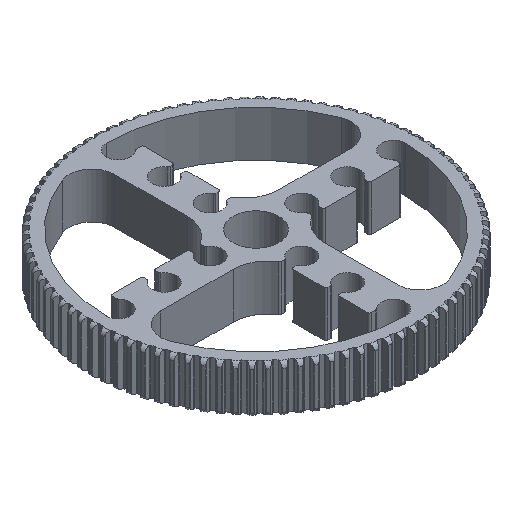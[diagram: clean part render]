
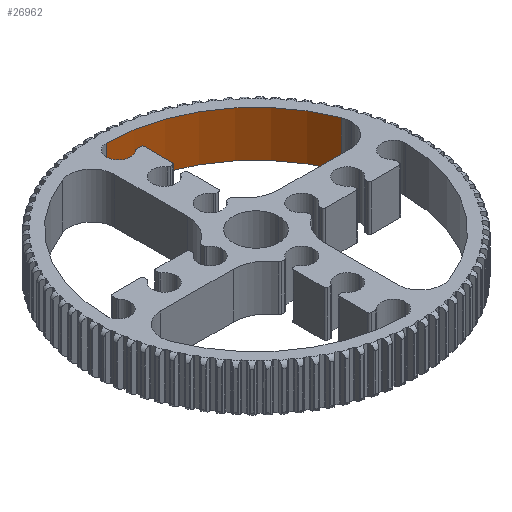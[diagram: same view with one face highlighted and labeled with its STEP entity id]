
A CAD part, isometric view. The second image highlights one B-rep face of the part: STEP entity #26962.
In plain terms, the highlighted cylindrical face has radius 26.1 mm (diameter 52.2 mm), a partial arc.
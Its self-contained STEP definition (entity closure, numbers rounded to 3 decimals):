
#1386 = DIRECTION ( 'NONE',  ( 0., 0., 1. ) ) ;
#1851 = EDGE_LOOP ( 'NONE', ( #4881, #13101, #8473, #14795 ) ) ;
#2306 = AXIS2_PLACEMENT_3D ( 'NONE', #3070, #23549, #6029 ) ;
#2322 = LINE ( 'NONE', #10473, #32590 ) ;
#3070 = CARTESIAN_POINT ( 'NONE',  ( 0., 0., -4. ) ) ;
#4881 = ORIENTED_EDGE ( 'NONE', *, *, #25763, .F. ) ;
#6029 = DIRECTION ( 'NONE',  ( 1., 0., 0. ) ) ;
#7397 = CARTESIAN_POINT ( 'NONE',  ( 24.33, 9.448, 4. ) ) ;
#8212 = FACE_OUTER_BOUND ( 'NONE', #1851, .T. ) ;
#8473 = ORIENTED_EDGE ( 'NONE', *, *, #35310, .T. ) ;
#9206 = VECTOR ( 'NONE', #34036, 1000. ) ;
#9216 = CIRCLE ( 'NONE', #2306, 26.1 ) ;
#9391 = DIRECTION ( 'NONE',  ( 0., 0., 1. ) ) ;
#9393 = CARTESIAN_POINT ( 'NONE',  ( 0., 26.1, 4. ) ) ;
#10473 = CARTESIAN_POINT ( 'NONE',  ( 0., 26.1, -4. ) ) ;
#11648 = EDGE_CURVE ( 'NONE', #14762, #31809, #2322, .T. ) ;
#11653 = EDGE_CURVE ( 'NONE', #20972, #26071, #24768, .T. ) ;
#13101 = ORIENTED_EDGE ( 'NONE', *, *, #11653, .T. ) ;
#13460 = AXIS2_PLACEMENT_3D ( 'NONE', #18917, #1386, #21856 ) ;
#14145 = CYLINDRICAL_SURFACE ( 'NONE', #31513, 26.1 ) ;
#14762 = VERTEX_POINT ( 'NONE', #24788 ) ;
#14795 = ORIENTED_EDGE ( 'NONE', *, *, #11648, .F. ) ;
#15262 = CARTESIAN_POINT ( 'NONE',  ( 0., 0., -4. ) ) ;
#16468 = CARTESIAN_POINT ( 'NONE',  ( 24.33, 9.448, -4. ) ) ;
#18210 = DIRECTION ( 'NONE',  ( 1., 0., 0. ) ) ;
#18917 = CARTESIAN_POINT ( 'NONE',  ( 0., 0., 4. ) ) ;
#19298 = DIRECTION ( 'NONE',  ( 0., 0., 1. ) ) ;
#20972 = VERTEX_POINT ( 'NONE', #28010 ) ;
#21856 = DIRECTION ( 'NONE',  ( 1., 0., 0. ) ) ;
#23549 = DIRECTION ( 'NONE',  ( 0., 0., 1. ) ) ;
#24768 = LINE ( 'NONE', #16468, #9206 ) ;
#24788 = CARTESIAN_POINT ( 'NONE',  ( 0., 26.1, -4. ) ) ;
#25763 = EDGE_CURVE ( 'NONE', #20972, #14762, #9216, .T. ) ;
#26071 = VERTEX_POINT ( 'NONE', #7397 ) ;
#26962 = ADVANCED_FACE ( 'NONE', ( #8212 ), #14145, .F. ) ;
#28010 = CARTESIAN_POINT ( 'NONE',  ( 24.33, 9.448, -4. ) ) ;
#29869 = CIRCLE ( 'NONE', #13460, 26.1 ) ;
#31513 = AXIS2_PLACEMENT_3D ( 'NONE', #15262, #9391, #18210 ) ;
#31809 = VERTEX_POINT ( 'NONE', #9393 ) ;
#32590 = VECTOR ( 'NONE', #19298, 1000. ) ;
#34036 = DIRECTION ( 'NONE',  ( 0., 0., 1. ) ) ;
#35310 = EDGE_CURVE ( 'NONE', #26071, #31809, #29869, .T. ) ;
